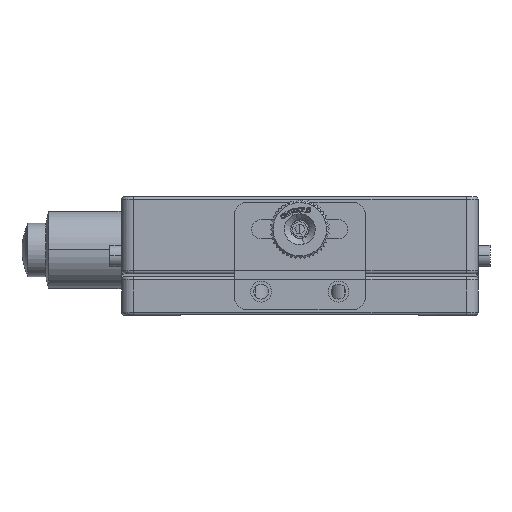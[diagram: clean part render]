
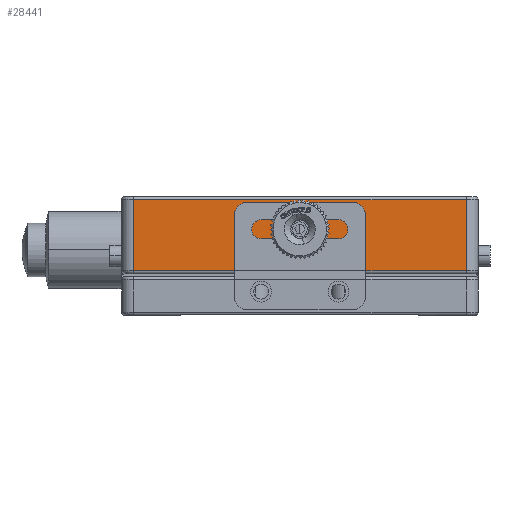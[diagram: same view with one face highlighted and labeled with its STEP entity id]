
A CAD part, left-side view. The second image highlights one B-rep face of the part: STEP entity #28441.
In plain terms, the highlighted planar face has unit normal (-1, 0, 0).
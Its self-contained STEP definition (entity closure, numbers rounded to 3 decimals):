
#495 = DIRECTION ( 'NONE',  ( 0., 0., 1. ) ) ;
#630 = ORIENTED_EDGE ( 'NONE', *, *, #28225, .F. ) ;
#1041 = FACE_BOUND ( 'NONE', #7267, .T. ) ;
#1400 = EDGE_CURVE ( 'NONE', #30253, #9336, #22859, .T. ) ;
#1581 = VECTOR ( 'NONE', #11877, 1000. ) ;
#2564 = PLANE ( 'NONE',  #17475 ) ;
#2622 = ORIENTED_EDGE ( 'NONE', *, *, #1400, .F. ) ;
#3558 = CARTESIAN_POINT ( 'NONE',  ( -30., -28., 7. ) ) ;
#3697 = LINE ( 'NONE', #6255, #1581 ) ;
#4068 = DIRECTION ( 'NONE',  ( 0., 0., 1. ) ) ;
#6011 = VERTEX_POINT ( 'NONE', #24649 ) ;
#6255 = CARTESIAN_POINT ( 'NONE',  ( -30., -28., 7.5 ) ) ;
#6314 = CARTESIAN_POINT ( 'NONE',  ( -30., 0., 13.25 ) ) ;
#6464 = CIRCLE ( 'NONE', #27340, 1.25 ) ;
#6576 = DIRECTION ( 'NONE',  ( 0., 1., 0. ) ) ;
#7267 = EDGE_LOOP ( 'NONE', ( #2622, #630 ) ) ;
#7514 = VERTEX_POINT ( 'NONE', #29986 ) ;
#8677 = EDGE_CURVE ( 'NONE', #6011, #30617, #20265, .T. ) ;
#8682 = CARTESIAN_POINT ( 'NONE',  ( -30., 30., 19.5 ) ) ;
#8743 = DIRECTION ( 'NONE',  ( -1., 0., 0. ) ) ;
#9336 = VERTEX_POINT ( 'NONE', #6314 ) ;
#10503 = ORIENTED_EDGE ( 'NONE', *, *, #21576, .T. ) ;
#10755 = DIRECTION ( 'NONE',  ( 0., -1., 0. ) ) ;
#11877 = DIRECTION ( 'NONE',  ( 0., -1., 0. ) ) ;
#12804 = CARTESIAN_POINT ( 'NONE',  ( -30., 30., 7. ) ) ;
#14186 = CARTESIAN_POINT ( 'NONE',  ( -30., -28., 19.5 ) ) ;
#14449 = CARTESIAN_POINT ( 'NONE',  ( -30., 28., 7.5 ) ) ;
#15201 = DIRECTION ( 'NONE',  ( 0., 0., -1. ) ) ;
#15443 = AXIS2_PLACEMENT_3D ( 'NONE', #30062, #8743, #20382 ) ;
#16819 = VECTOR ( 'NONE', #6576, 1000. ) ;
#17475 = AXIS2_PLACEMENT_3D ( 'NONE', #12804, #20912, #10755 ) ;
#18306 = CARTESIAN_POINT ( 'NONE',  ( -30., 0., 14.5 ) ) ;
#18329 = FACE_OUTER_BOUND ( 'NONE', #28451, .T. ) ;
#18813 = LINE ( 'NONE', #3558, #28660 ) ;
#20265 = LINE ( 'NONE', #28421, #23553 ) ;
#20351 = EDGE_CURVE ( 'NONE', #30617, #7514, #3697, .T. ) ;
#20382 = DIRECTION ( 'NONE',  ( 0., 0., 1. ) ) ;
#20912 = DIRECTION ( 'NONE',  ( 1., 0., 0. ) ) ;
#21576 = EDGE_CURVE ( 'NONE', #7514, #24276, #18813, .T. ) ;
#22168 = EDGE_CURVE ( 'NONE', #24276, #6011, #22363, .T. ) ;
#22363 = LINE ( 'NONE', #8682, #16819 ) ;
#22487 = ORIENTED_EDGE ( 'NONE', *, *, #22168, .T. ) ;
#22859 = CIRCLE ( 'NONE', #15443, 1.25 ) ;
#22943 = ORIENTED_EDGE ( 'NONE', *, *, #20351, .T. ) ;
#23553 = VECTOR ( 'NONE', #15201, 1000. ) ;
#24276 = VERTEX_POINT ( 'NONE', #14186 ) ;
#24649 = CARTESIAN_POINT ( 'NONE',  ( -30., 28., 19.5 ) ) ;
#25568 = CARTESIAN_POINT ( 'NONE',  ( -30., 0., 15.75 ) ) ;
#27340 = AXIS2_PLACEMENT_3D ( 'NONE', #18306, #28015, #495 ) ;
#28015 = DIRECTION ( 'NONE',  ( -1., 0., 0. ) ) ;
#28225 = EDGE_CURVE ( 'NONE', #9336, #30253, #6464, .T. ) ;
#28421 = CARTESIAN_POINT ( 'NONE',  ( -30., 28., 7. ) ) ;
#28441 = ADVANCED_FACE ( 'NONE', ( #1041, #18329 ), #2564, .F. ) ;
#28451 = EDGE_LOOP ( 'NONE', ( #29988, #22943, #10503, #22487 ) ) ;
#28660 = VECTOR ( 'NONE', #4068, 1000. ) ;
#29986 = CARTESIAN_POINT ( 'NONE',  ( -30., -28., 7.5 ) ) ;
#29988 = ORIENTED_EDGE ( 'NONE', *, *, #8677, .T. ) ;
#30062 = CARTESIAN_POINT ( 'NONE',  ( -30., 0., 14.5 ) ) ;
#30253 = VERTEX_POINT ( 'NONE', #25568 ) ;
#30617 = VERTEX_POINT ( 'NONE', #14449 ) ;
